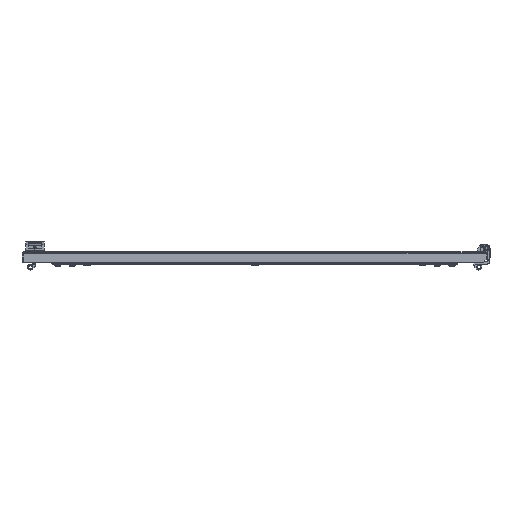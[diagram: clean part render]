
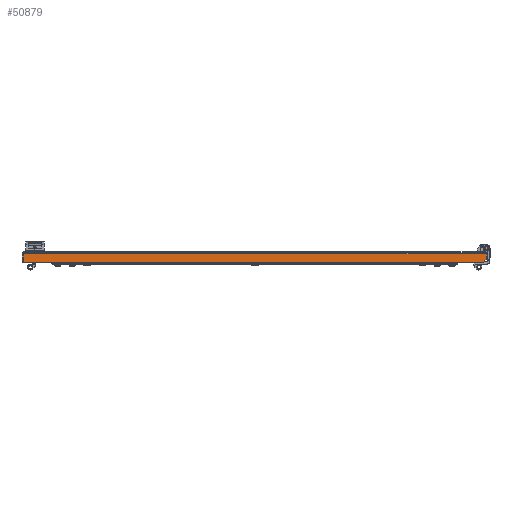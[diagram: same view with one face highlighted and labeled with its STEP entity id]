
A CAD part, front view. The second image highlights one B-rep face of the part: STEP entity #50879.
In plain terms, the highlighted planar face has unit normal (0, -1, 0).
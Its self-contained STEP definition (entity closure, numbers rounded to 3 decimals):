
#91 = ORIENTED_EDGE ( 'NONE', *, *, #40559, .T. ) ;
#2407 = ORIENTED_EDGE ( 'NONE', *, *, #47814, .T. ) ;
#4200 = VECTOR ( 'NONE', #22271, 1000. ) ;
#4472 = VERTEX_POINT ( 'NONE', #15636 ) ;
#5011 = CARTESIAN_POINT ( 'NONE',  ( 398.4, -792., -2. ) ) ;
#5275 = LINE ( 'NONE', #5011, #47991 ) ;
#8923 = ORIENTED_EDGE ( 'NONE', *, *, #42367, .F. ) ;
#9624 = VECTOR ( 'NONE', #38645, 1000. ) ;
#10854 = CARTESIAN_POINT ( 'NONE',  ( 396.329, -792., 0. ) ) ;
#14328 = ORIENTED_EDGE ( 'NONE', *, *, #38276, .F. ) ;
#15532 = VERTEX_POINT ( 'NONE', #29771 ) ;
#15636 = CARTESIAN_POINT ( 'NONE',  ( -396.329, -792., -16. ) ) ;
#16219 = FACE_OUTER_BOUND ( 'NONE', #33704, .T. ) ;
#17404 = VECTOR ( 'NONE', #44323, 1000. ) ;
#18121 = LINE ( 'NONE', #44213, #38860 ) ;
#19762 = EDGE_CURVE ( 'NONE', #4472, #15532, #20614, .T. ) ;
#20614 = LINE ( 'NONE', #51201, #9624 ) ;
#20683 = CARTESIAN_POINT ( 'NONE',  ( 396.329, -792., -2. ) ) ;
#21016 = LINE ( 'NONE', #22816, #4200 ) ;
#22271 = DIRECTION ( 'NONE',  ( 0., 0., -1. ) ) ;
#22816 = CARTESIAN_POINT ( 'NONE',  ( -396.329, -792., 0. ) ) ;
#25769 = DIRECTION ( 'NONE',  ( 1., 0., 0. ) ) ;
#29771 = CARTESIAN_POINT ( 'NONE',  ( 391.329, -792., -16. ) ) ;
#30822 = VERTEX_POINT ( 'NONE', #33667 ) ;
#33498 = VERTEX_POINT ( 'NONE', #20683 ) ;
#33667 = CARTESIAN_POINT ( 'NONE',  ( 396.329, -792., -11. ) ) ;
#33704 = EDGE_LOOP ( 'NONE', ( #47568, #91, #8923, #14328, #2407 ) ) ;
#34932 = LINE ( 'NONE', #10854, #17404 ) ;
#35835 = VERTEX_POINT ( 'NONE', #50023 ) ;
#36733 = PLANE ( 'NONE',  #49667 ) ;
#38276 = EDGE_CURVE ( 'NONE', #35835, #33498, #5275, .T. ) ;
#38645 = DIRECTION ( 'NONE',  ( 1., 0., 0. ) ) ;
#38860 = VECTOR ( 'NONE', #44387, 1000. ) ;
#40535 = CARTESIAN_POINT ( 'NONE',  ( -398.4, -792., 0. ) ) ;
#40559 = EDGE_CURVE ( 'NONE', #15532, #30822, #18121, .T. ) ;
#42367 = EDGE_CURVE ( 'NONE', #33498, #30822, #34932, .T. ) ;
#44213 = CARTESIAN_POINT ( 'NONE',  ( 396.329, -792., -11. ) ) ;
#44323 = DIRECTION ( 'NONE',  ( 0., 0., -1. ) ) ;
#44387 = DIRECTION ( 'NONE',  ( 0.707, 0., 0.707 ) ) ;
#44684 = DIRECTION ( 'NONE',  ( 0., 1., 0. ) ) ;
#47568 = ORIENTED_EDGE ( 'NONE', *, *, #19762, .T. ) ;
#47814 = EDGE_CURVE ( '������14', #35835, #4472, #21016, .T. ) ;
#47991 = VECTOR ( 'NONE', #25769, 1000. ) ;
#49667 = AXIS2_PLACEMENT_3D ( 'NONE', #40535, #44684, #52728 ) ;
#50023 = CARTESIAN_POINT ( 'NONE',  ( -396.329, -792., -2. ) ) ;
#50879 = ADVANCED_FACE ( '�����12', ( #16219 ), #36733, .F. ) ;
#51201 = CARTESIAN_POINT ( 'NONE',  ( -398.4, -792., -16. ) ) ;
#52728 = DIRECTION ( 'NONE',  ( 0., 0., 1. ) ) ;
